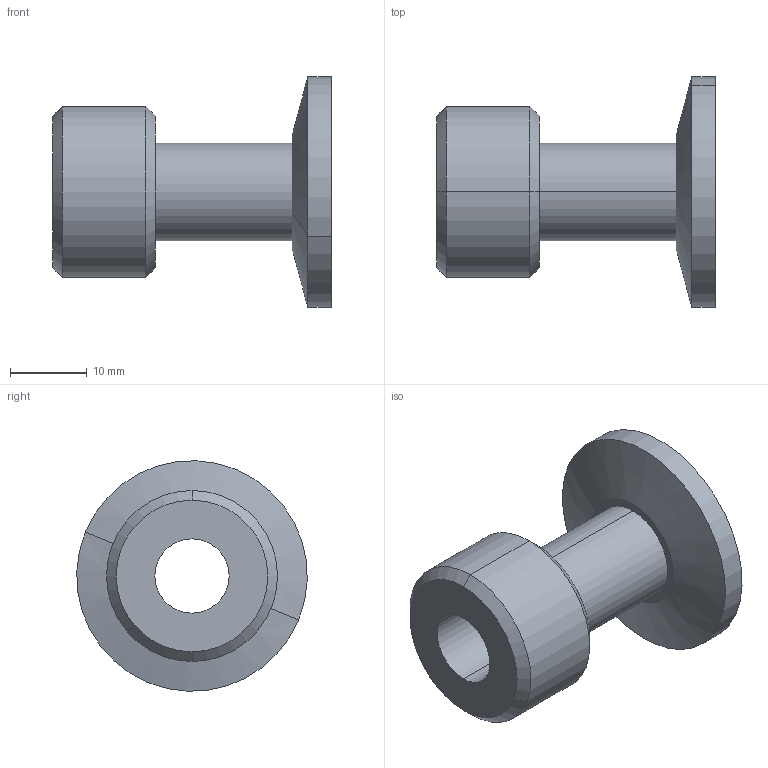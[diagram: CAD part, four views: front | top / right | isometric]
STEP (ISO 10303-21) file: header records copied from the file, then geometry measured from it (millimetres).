
FILE_DESCRIPTION (( 'STEP AP214' ), '1' );
FILE_NAME ('734005.STEP', '2024-01-09T17:21:48', ( '' ), ( '' ), 'SwSTEP 2.0', 'SolidWorks 2022', '' );
FILE_SCHEMA (( 'AUTOMOTIVE_DESIGN' ));
Length unit declared in the file: inch
Products named in the file (3): 734005; 410005; 713006
Assembly tree (2 placements, depth 2):
  734005
    410005
    713006
Bounding box: 36.2 x 29.94 x 29.94 mm (x, y, z)
Volume: 7201.9 mm3; surface area: 5057.9 mm2
Topology: 2 solids, 2 shells, 30 faces, 60 edges, 38 vertices
Faces by surface type: cylinder 16, plane 8, cone 6
Entity records: 926 total; most frequent: DIRECTION 168, CARTESIAN_POINT 133, ORIENTED_EDGE 120, AXIS2_PLACEMENT_3D 73, EDGE_CURVE 60, VERTEX_POINT 38, EDGE_LOOP 38, CIRCLE 38
